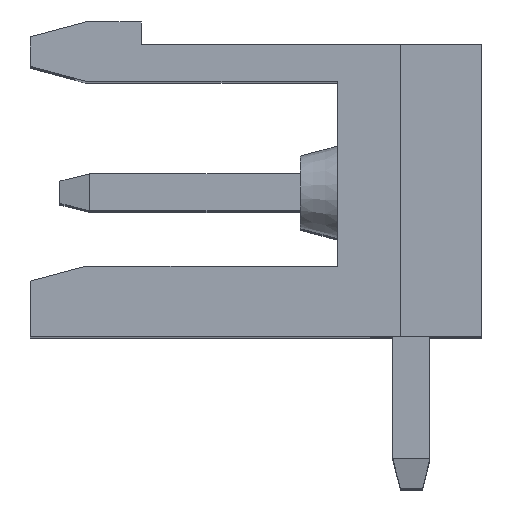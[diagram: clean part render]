
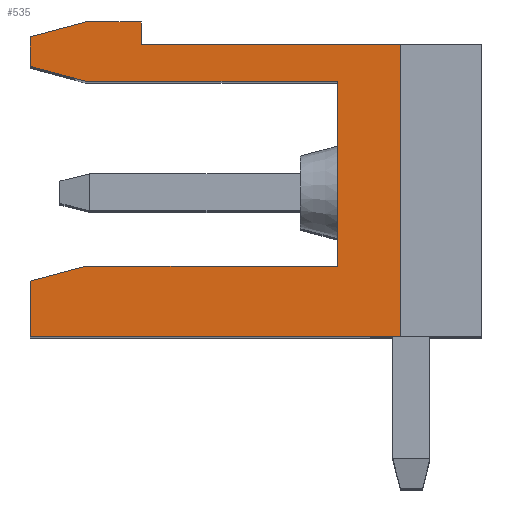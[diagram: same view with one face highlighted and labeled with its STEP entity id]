
A CAD part, top view. The second image highlights one B-rep face of the part: STEP entity #535.
In plain terms, the highlighted planar face has unit normal (0, 0, 1).
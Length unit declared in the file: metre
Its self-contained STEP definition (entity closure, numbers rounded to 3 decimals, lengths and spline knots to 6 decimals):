
#535=ADVANCED_FACE('',(#1329),#1330,.F.);
#1329=FACE_OUTER_BOUND('',#2386,.T.);
#1330=PLANE('',#2387);
#2386=EDGE_LOOP('',(#3942,#3943,#3944,#3945,#3946,#3947,#3948,#3949,#3950,#3951,#3952,#3953,#3954));
#2387=AXIS2_PLACEMENT_3D('',#3955,#3956,#3957);
#3942=ORIENTED_EDGE('',*,*,#6632,.T.);
#3943=ORIENTED_EDGE('',*,*,#6334,.T.);
#3944=ORIENTED_EDGE('',*,*,#6634,.T.);
#3945=ORIENTED_EDGE('',*,*,#6635,.T.);
#3946=ORIENTED_EDGE('',*,*,#6636,.T.);
#3947=ORIENTED_EDGE('',*,*,#6637,.T.);
#3948=ORIENTED_EDGE('',*,*,#6638,.T.);
#3949=ORIENTED_EDGE('',*,*,#6639,.F.);
#3950=ORIENTED_EDGE('',*,*,#6640,.F.);
#3951=ORIENTED_EDGE('',*,*,#6361,.F.);
#3952=ORIENTED_EDGE('',*,*,#6641,.F.);
#3953=ORIENTED_EDGE('',*,*,#6344,.F.);
#3954=ORIENTED_EDGE('',*,*,#6642,.T.);
#3955=CARTESIAN_POINT('',(-0.0037,0.0069,0.25824));
#3956=DIRECTION('',(0.0,0.0,-1.0));
#3957=DIRECTION('',(0.0,-1.0,0.0));
#6334=EDGE_CURVE('',#7589,#7587,#7590,.T.);
#6344=EDGE_CURVE('',#7604,#7600,#7606,.T.);
#6361=EDGE_CURVE('',#7635,#7637,#7638,.T.);
#6632=EDGE_CURVE('',#8001,#7589,#8078,.T.);
#6634=EDGE_CURVE('',#7587,#8080,#8081,.T.);
#6635=EDGE_CURVE('',#8080,#8082,#8083,.T.);
#6636=EDGE_CURVE('',#8082,#8084,#8085,.T.);
#6637=EDGE_CURVE('',#8084,#8086,#8087,.T.);
#6638=EDGE_CURVE('',#8086,#8088,#8089,.T.);
#6639=EDGE_CURVE('',#8090,#8088,#8091,.T.);
#6640=EDGE_CURVE('',#7637,#8090,#8092,.T.);
#6641=EDGE_CURVE('',#7600,#7635,#8093,.T.);
#6642=EDGE_CURVE('',#7604,#8001,#8094,.T.);
#7587=VERTEX_POINT('',#9388);
#7589=VERTEX_POINT('',#9391);
#7590=LINE('',#9392,#9393);
#7600=VERTEX_POINT('',#9407);
#7604=VERTEX_POINT('',#9415);
#7606=LINE('',#9418,#9419);
#7635=VERTEX_POINT('',#9454);
#7637=VERTEX_POINT('',#9457);
#7638=LINE('',#9458,#9459);
#8001=VERTEX_POINT('',#10000);
#8078=LINE('',#10118,#10119);
#8080=VERTEX_POINT('',#10121);
#8081=LINE('',#10122,#10123);
#8082=VERTEX_POINT('',#10124);
#8083=LINE('',#10125,#10126);
#8084=VERTEX_POINT('',#10127);
#8085=LINE('',#10128,#10129);
#8086=VERTEX_POINT('',#10130);
#8087=LINE('',#10131,#10132);
#8088=VERTEX_POINT('',#10133);
#8089=LINE('',#10134,#10135);
#8090=VERTEX_POINT('',#10136);
#8091=LINE('',#10137,#10138);
#8092=LINE('',#10139,#10140);
#8093=LINE('',#10141,#10142);
#8094=LINE('',#10143,#10144);
#9388=CARTESIAN_POINT('',(-0.002,0.0079,0.25824));
#9391=CARTESIAN_POINT('',(-0.002,0.,0.25824));
#9392=CARTESIAN_POINT('',(-0.002,0.0079,0.25824));
#9393=VECTOR('',#11760,1.0);
#9407=CARTESIAN_POINT('',(-0.0105,0.0019,0.25824));
#9415=CARTESIAN_POINT('',(-0.012,0.001498,0.25824));
#9418=CARTESIAN_POINT('',(-0.0105,0.0019,0.25824));
#9419=VECTOR('',#11767,1.0);
#9454=CARTESIAN_POINT('',(-0.0037,0.0019,0.25824));
#9457=CARTESIAN_POINT('',(-0.0037,0.0069,0.25824));
#9458=CARTESIAN_POINT('',(-0.0037,0.0069,0.25824));
#9459=VECTOR('',#11793,1.0);
#10000=CARTESIAN_POINT('',(-0.012,0.,0.25824));
#10118=CARTESIAN_POINT('',(-0.012,0.,0.25824));
#10119=VECTOR('',#12042,1.0);
#10121=CARTESIAN_POINT('',(-0.009,0.0079,0.25824));
#10122=CARTESIAN_POINT('',(-0.0022,0.0079,0.25824));
#10123=VECTOR('',#12043,1.0);
#10124=CARTESIAN_POINT('',(-0.009,0.0085,0.25824));
#10125=CARTESIAN_POINT('',(-0.009,0.0081,0.25824));
#10126=VECTOR('',#12044,1.0);
#10127=CARTESIAN_POINT('',(-0.010507,0.0085,0.25824));
#10128=CARTESIAN_POINT('',(-0.009,0.0085,0.25824));
#10129=VECTOR('',#12045,1.0);
#10130=CARTESIAN_POINT('',(-0.012,0.0081,0.25824));
#10131=CARTESIAN_POINT('',(-0.010507,0.0085,0.25824));
#10132=VECTOR('',#12046,1.0);
#10133=CARTESIAN_POINT('',(-0.012,0.0073,0.25824));
#10134=CARTESIAN_POINT('',(-0.012,0.0082,0.25824));
#10135=VECTOR('',#12047,1.0);
#10136=CARTESIAN_POINT('',(-0.010507,0.0069,0.25824));
#10137=CARTESIAN_POINT('',(-0.012,0.0073,0.25824));
#10138=VECTOR('',#12048,1.0);
#10139=CARTESIAN_POINT('',(-0.010507,0.0069,0.25824));
#10140=VECTOR('',#12049,1.0);
#10141=CARTESIAN_POINT('',(-0.0037,0.0019,0.25824));
#10142=VECTOR('',#12050,1.0);
#10143=CARTESIAN_POINT('',(-0.012,0.0082,0.25824));
#10144=VECTOR('',#12051,1.0);
#11760=DIRECTION('',(0.0,1.0,0.0));
#11767=DIRECTION('',(0.966,0.259,0.0));
#11793=DIRECTION('',(0.,1.0,0.0));
#12042=DIRECTION('',(1.0,0.0,0.0));
#12043=DIRECTION('',(-1.0,0.0,0.0));
#12044=DIRECTION('',(0.,1.0,0.0));
#12045=DIRECTION('',(-1.0,0.0,0.0));
#12046=DIRECTION('',(-0.966,-0.259,0.0));
#12047=DIRECTION('',(0.0,-1.0,0.0));
#12048=DIRECTION('',(-0.966,0.259,0.0));
#12049=DIRECTION('',(-1.0,0.0,0.0));
#12050=DIRECTION('',(1.0,0.0,0.0));
#12051=DIRECTION('',(0.0,-1.0,0.0));
